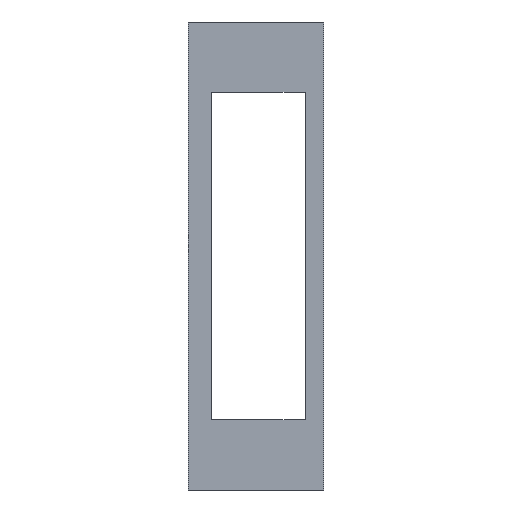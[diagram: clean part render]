
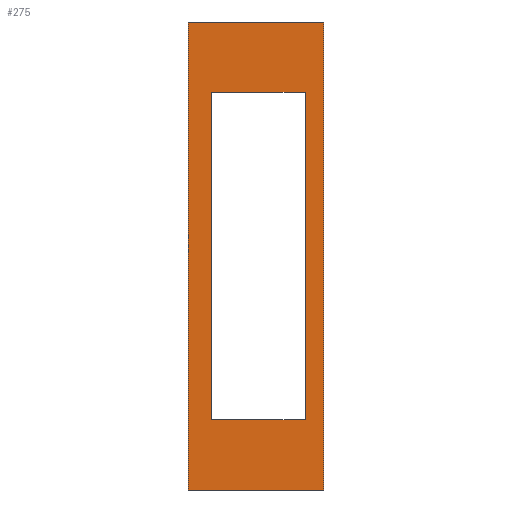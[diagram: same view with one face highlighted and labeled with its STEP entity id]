
A CAD part, left-side view. The second image highlights one B-rep face of the part: STEP entity #275.
In plain terms, the highlighted planar face has unit normal (-1, 0, 0).
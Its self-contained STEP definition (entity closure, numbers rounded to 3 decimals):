
#11 = VECTOR ( 'NONE', #1901, 1000. ) ;
#15 = VECTOR ( 'NONE', #2068, 1000. ) ;
#89 = ORIENTED_EDGE ( 'NONE', *, *, #1938, .F. ) ;
#207 = EDGE_CURVE ( 'NONE', #1972, #1299, #1272, .T. ) ;
#221 = VECTOR ( 'NONE', #2064, 1000. ) ;
#241 = DIRECTION ( 'NONE',  ( 0., 0., -1. ) ) ;
#251 = CARTESIAN_POINT ( 'NONE',  ( 0., 4., 0. ) ) ;
#260 = CARTESIAN_POINT ( 'NONE',  ( 0., 29., -100. ) ) ;
#262 = CARTESIAN_POINT ( 'NONE',  ( 0., 24., -85. ) ) ;
#275 = ADVANCED_FACE ( 'NONE', ( #1583, #450 ), #1100, .F. ) ;
#340 = VECTOR ( 'NONE', #2007, 1000. ) ;
#347 = CARTESIAN_POINT ( 'NONE',  ( 0., 0., -100. ) ) ;
#393 = AXIS2_PLACEMENT_3D ( 'NONE', #405, #1062, #241 ) ;
#405 = CARTESIAN_POINT ( 'NONE',  ( 0., 4., 0. ) ) ;
#441 = LINE ( 'NONE', #260, #531 ) ;
#449 = CARTESIAN_POINT ( 'NONE',  ( 0., 4., -100. ) ) ;
#450 = FACE_BOUND ( 'NONE', #1410, .T. ) ;
#452 = CARTESIAN_POINT ( 'NONE',  ( 0., 29., 0. ) ) ;
#457 = VERTEX_POINT ( 'NONE', #843 ) ;
#531 = VECTOR ( 'NONE', #1560, 1000. ) ;
#584 = ORIENTED_EDGE ( 'NONE', *, *, #1337, .F. ) ;
#608 = CARTESIAN_POINT ( 'NONE',  ( 0., 24., -15. ) ) ;
#613 = DIRECTION ( 'NONE',  ( 0., 0., 1. ) ) ;
#771 = EDGE_CURVE ( 'NONE', #1417, #1972, #441, .T. ) ;
#775 = VERTEX_POINT ( 'NONE', #1924 ) ;
#783 = DIRECTION ( 'NONE',  ( 0., 0., 1. ) ) ;
#797 = ORIENTED_EDGE ( 'NONE', *, *, #1902, .T. ) ;
#807 = ORIENTED_EDGE ( 'NONE', *, *, #1209, .T. ) ;
#843 = CARTESIAN_POINT ( 'NONE',  ( 0., 4., -85. ) ) ;
#860 = LINE ( 'NONE', #870, #340 ) ;
#870 = CARTESIAN_POINT ( 'NONE',  ( 0., 24., -85. ) ) ;
#904 = LINE ( 'NONE', #251, #1087 ) ;
#938 = CARTESIAN_POINT ( 'NONE',  ( 0., 24., -100. ) ) ;
#1040 = VERTEX_POINT ( 'NONE', #347 ) ;
#1043 = ORIENTED_EDGE ( 'NONE', *, *, #207, .F. ) ;
#1062 = DIRECTION ( 'NONE',  ( 1., 0., 0. ) ) ;
#1087 = VECTOR ( 'NONE', #783, 1000. ) ;
#1096 = EDGE_CURVE ( 'NONE', #1417, #1040, #1252, .T. ) ;
#1099 = DIRECTION ( 'NONE',  ( 0., -1., 0. ) ) ;
#1100 = PLANE ( 'NONE',  #393 ) ;
#1170 = EDGE_CURVE ( 'NONE', #1040, #1299, #2046, .T. ) ;
#1209 = EDGE_CURVE ( 'NONE', #1411, #775, #1395, .T. ) ;
#1252 = LINE ( 'NONE', #449, #1841 ) ;
#1272 = LINE ( 'NONE', #1937, #221 ) ;
#1299 = VERTEX_POINT ( 'NONE', #1605 ) ;
#1337 = EDGE_CURVE ( 'NONE', #1492, #457, #860, .T. ) ;
#1383 = ORIENTED_EDGE ( 'NONE', *, *, #1170, .T. ) ;
#1395 = LINE ( 'NONE', #608, #15 ) ;
#1405 = CARTESIAN_POINT ( 'NONE',  ( 0., 0., 0. ) ) ;
#1410 = EDGE_LOOP ( 'NONE', ( #797, #807, #89, #584 ) ) ;
#1411 = VERTEX_POINT ( 'NONE', #2029 ) ;
#1417 = VERTEX_POINT ( 'NONE', #1986 ) ;
#1492 = VERTEX_POINT ( 'NONE', #262 ) ;
#1560 = DIRECTION ( 'NONE',  ( 0., 0., 1. ) ) ;
#1583 = FACE_OUTER_BOUND ( 'NONE', #2096, .T. ) ;
#1605 = CARTESIAN_POINT ( 'NONE',  ( 0., 0., 0. ) ) ;
#1637 = VECTOR ( 'NONE', #613, 1000. ) ;
#1751 = ORIENTED_EDGE ( 'NONE', *, *, #771, .F. ) ;
#1841 = VECTOR ( 'NONE', #1099, 1000. ) ;
#1901 = DIRECTION ( 'NONE',  ( 0., 0., 1. ) ) ;
#1902 = EDGE_CURVE ( 'NONE', #1492, #1411, #1925, .T. ) ;
#1924 = CARTESIAN_POINT ( 'NONE',  ( 0., 4., -15. ) ) ;
#1925 = LINE ( 'NONE', #938, #1637 ) ;
#1937 = CARTESIAN_POINT ( 'NONE',  ( 0., 4., 0. ) ) ;
#1938 = EDGE_CURVE ( 'NONE', #457, #775, #904, .T. ) ;
#1972 = VERTEX_POINT ( 'NONE', #452 ) ;
#1986 = CARTESIAN_POINT ( 'NONE',  ( 0., 29., -100. ) ) ;
#2007 = DIRECTION ( 'NONE',  ( 0., -1., 0. ) ) ;
#2029 = CARTESIAN_POINT ( 'NONE',  ( 0., 24., -15. ) ) ;
#2046 = LINE ( 'NONE', #1405, #11 ) ;
#2064 = DIRECTION ( 'NONE',  ( 0., -1., 0. ) ) ;
#2068 = DIRECTION ( 'NONE',  ( 0., -1., 0. ) ) ;
#2081 = ORIENTED_EDGE ( 'NONE', *, *, #1096, .T. ) ;
#2096 = EDGE_LOOP ( 'NONE', ( #1043, #1751, #2081, #1383 ) ) ;
